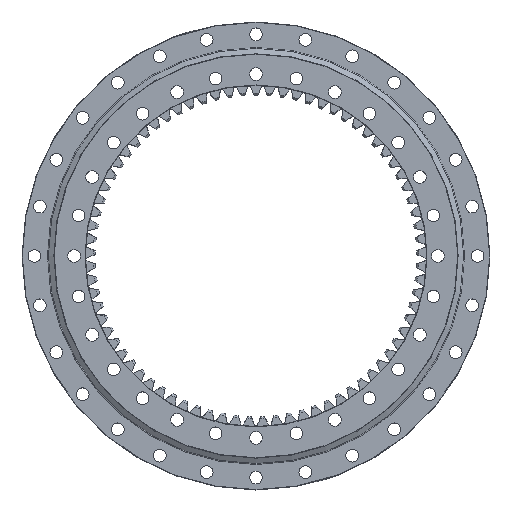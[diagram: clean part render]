
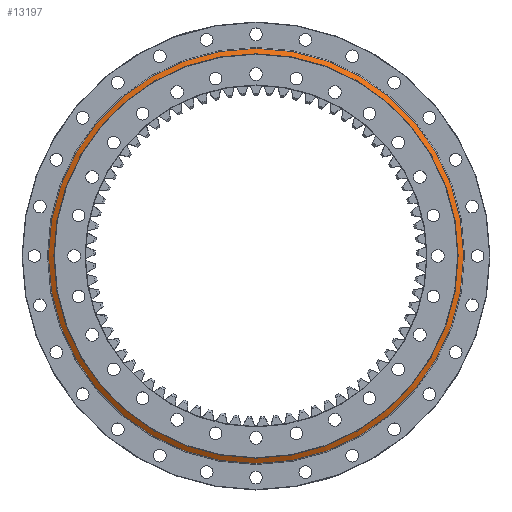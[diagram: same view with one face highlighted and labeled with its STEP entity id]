
A CAD part, top view. The second image highlights one B-rep face of the part: STEP entity #13197.
In plain terms, the highlighted conical face has half-angle 58.57 degrees and reference radius 287.25 mm.
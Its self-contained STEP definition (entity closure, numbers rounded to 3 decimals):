
#429 = CARTESIAN_POINT ( 'NONE',  ( 280.25, -2.61, 0. ) ) ;
#907 = AXIS2_PLACEMENT_3D ( 'NONE', #39500, #28511, #10611 ) ;
#5108 = DIRECTION ( 'NONE',  ( 0., 0., -1. ) ) ;
#5259 = CARTESIAN_POINT ( 'NONE',  ( 280.25, 2., 0. ) ) ;
#9153 = DIRECTION ( 'NONE',  ( 0., -1., 0. ) ) ;
#10611 = DIRECTION ( 'NONE',  ( 0., 0., -1. ) ) ;
#12733 = CIRCLE ( 'NONE', #22143, 294.794 ) ;
#13197 = ADVANCED_FACE ( 'NONE', ( #21601, #39559 ), #24411, .T. ) ;
#16233 = CARTESIAN_POINT ( 'NONE',  ( 280.25, 2., -287.25 ) ) ;
#18633 = DIRECTION ( 'NONE',  ( 0., 0., -1. ) ) ;
#20011 = CARTESIAN_POINT ( 'NONE',  ( 280.25, -2.61, -294.794 ) ) ;
#21601 = FACE_OUTER_BOUND ( 'NONE', #37283, .T. ) ;
#22143 = AXIS2_PLACEMENT_3D ( 'NONE', #429, #40128, #18633 ) ;
#22619 = VERTEX_POINT ( 'NONE', #16233 ) ;
#24411 = CONICAL_SURFACE ( 'NONE', #26886, 287.25, 1.022 ) ;
#26886 = AXIS2_PLACEMENT_3D ( 'NONE', #5259, #9153, #5108 ) ;
#28511 = DIRECTION ( 'NONE',  ( 0., -1., 0. ) ) ;
#29039 = EDGE_CURVE ( 'NONE', #22619, #22619, #40366, .T. ) ;
#32489 = ORIENTED_EDGE ( 'NONE', *, *, #29039, .T. ) ;
#32889 = EDGE_LOOP ( 'NONE', ( #32489 ) ) ;
#37283 = EDGE_LOOP ( 'NONE', ( #46019 ) ) ;
#39500 = CARTESIAN_POINT ( 'NONE',  ( 280.25, 2., 0. ) ) ;
#39559 = FACE_BOUND ( 'NONE', #32889, .T. ) ;
#40128 = DIRECTION ( 'NONE',  ( 0., -1., 0. ) ) ;
#40366 = CIRCLE ( 'NONE', #907, 287.25 ) ;
#42096 = EDGE_CURVE ( 'NONE', #42284, #42284, #12733, .T. ) ;
#42284 = VERTEX_POINT ( 'NONE', #20011 ) ;
#46019 = ORIENTED_EDGE ( 'NONE', *, *, #42096, .F. ) ;
